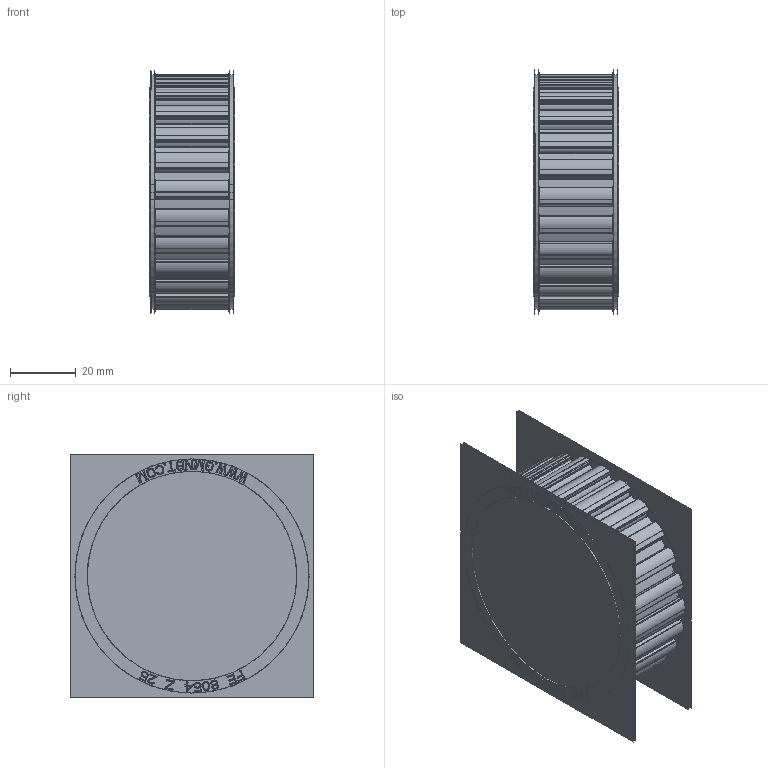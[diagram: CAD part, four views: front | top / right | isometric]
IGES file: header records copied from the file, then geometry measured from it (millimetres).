
Start section:  PTC IGES file: fe8054z25.igs
Global section: file name: fe8054z25.igs; native system: Creo Parametric by Parametric Technology Corporation; preprocessor: 2013150; author: sales 4; organization: Unknown; date: 20140324.142624; units: millimetre
Bounding box: 26 x 74.07 x 74.09 mm (x, y, z)
Volume: 22259.8 mm3; surface area: 220999.7 mm2
Topology: 26 solids, 26 shells, 2522 faces, 13086 edges, 16308 vertices
Faces by surface type: bspline 1710, revolution 812
